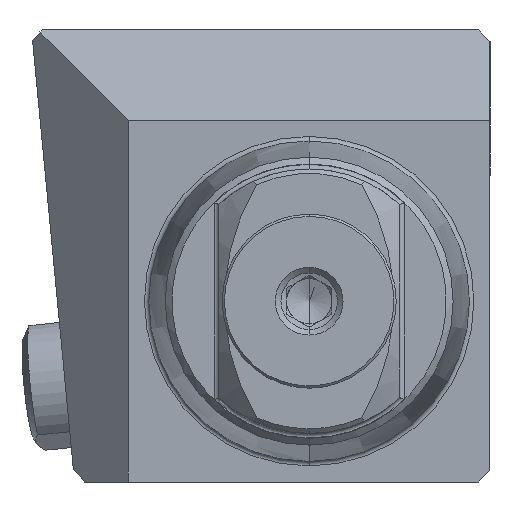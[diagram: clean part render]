
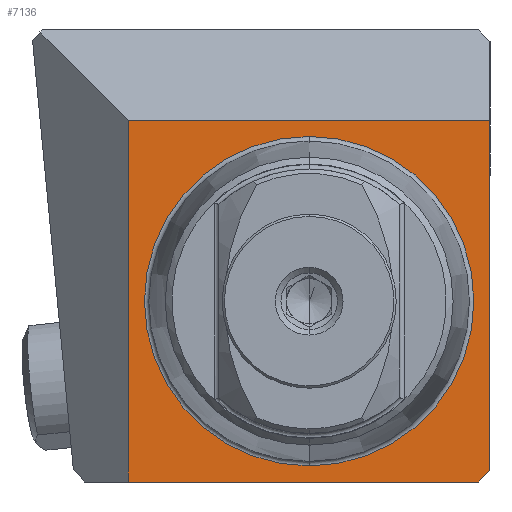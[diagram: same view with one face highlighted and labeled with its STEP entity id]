
A CAD part, left-side view. The second image highlights one B-rep face of the part: STEP entity #7136.
In plain terms, the highlighted planar face has unit normal (-1, 0, 0).
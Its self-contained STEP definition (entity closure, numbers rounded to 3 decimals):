
#58 = CARTESIAN_POINT ( 'NONE',  ( 0., 7.287, -8. ) ) ;
#206 = DIRECTION ( 'NONE',  ( 0., -0.707, 0.707 ) ) ;
#267 = DIRECTION ( 'NONE',  ( 0., 0., 1. ) ) ;
#733 = DIRECTION ( 'NONE',  ( -1., 0., 0. ) ) ;
#820 = DIRECTION ( 'NONE',  ( 0., 0., -1. ) ) ;
#1038 = LINE ( 'NONE', #58, #5986 ) ;
#1123 = DIRECTION ( 'NONE',  ( 0., 0., -1. ) ) ;
#1174 = VECTOR ( 'NONE', #1123, 1000. ) ;
#1181 = CARTESIAN_POINT ( 'NONE',  ( 0., -8., 8. ) ) ;
#1468 = VERTEX_POINT ( 'NONE', #3141 ) ;
#1514 = CARTESIAN_POINT ( 'NONE',  ( 0., 8., -8. ) ) ;
#1664 = VERTEX_POINT ( 'NONE', #7661 ) ;
#2018 = DIRECTION ( 'NONE',  ( 1., 0., 0. ) ) ;
#2088 = ORIENTED_EDGE ( 'NONE', *, *, #10289, .F. ) ;
#2134 = VERTEX_POINT ( 'NONE', #5870 ) ;
#2302 = LINE ( 'NONE', #1181, #4700 ) ;
#2448 = CARTESIAN_POINT ( 'NONE',  ( 0., -8., -7.5 ) ) ;
#2879 = EDGE_CURVE ( 'NONE', #2134, #1468, #14004, .T. ) ;
#2882 = CARTESIAN_POINT ( 'NONE',  ( 0., -7.5, -8. ) ) ;
#3025 = EDGE_CURVE ( 'NONE', #1468, #2134, #3345, .T. ) ;
#3141 = CARTESIAN_POINT ( 'NONE',  ( 0., 0., 7.287 ) ) ;
#3198 = ORIENTED_EDGE ( 'NONE', *, *, #11865, .T. ) ;
#3233 = EDGE_LOOP ( 'NONE', ( #12831, #7323 ) ) ;
#3294 = AXIS2_PLACEMENT_3D ( 'NONE', #7525, #2018, #820 ) ;
#3345 = CIRCLE ( 'NONE', #11066, 7.287 ) ;
#3463 = VERTEX_POINT ( 'NONE', #9946 ) ;
#3769 = ORIENTED_EDGE ( 'NONE', *, *, #6367, .F. ) ;
#3785 = FACE_OUTER_BOUND ( 'NONE', #5617, .T. ) ;
#4285 = EDGE_CURVE ( 'NONE', #5616, #6942, #5706, .T. ) ;
#4349 = DIRECTION ( 'NONE',  ( 0., 0., 1. ) ) ;
#4677 = LINE ( 'NONE', #1514, #7774 ) ;
#4692 = AXIS2_PLACEMENT_3D ( 'NONE', #6492, #11896, #4349 ) ;
#4700 = VECTOR ( 'NONE', #6683, 1000. ) ;
#4843 = FACE_BOUND ( 'NONE', #3233, .T. ) ;
#5616 = VERTEX_POINT ( 'NONE', #2882 ) ;
#5617 = EDGE_LOOP ( 'NONE', ( #6164, #13076, #2088, #3198, #3769 ) ) ;
#5706 = LINE ( 'NONE', #5776, #10343 ) ;
#5719 = EDGE_CURVE ( 'NONE', #5616, #1664, #1038, .T. ) ;
#5776 = CARTESIAN_POINT ( 'NONE',  ( 0., -8., -7.5 ) ) ;
#5818 = DIRECTION ( 'NONE',  ( 0., 0., 1. ) ) ;
#5870 = CARTESIAN_POINT ( 'NONE',  ( 0., 0., -7.287 ) ) ;
#5986 = VECTOR ( 'NONE', #10557, 1000. ) ;
#6164 = ORIENTED_EDGE ( 'NONE', *, *, #5719, .F. ) ;
#6367 = EDGE_CURVE ( 'NONE', #1664, #7795, #4677, .T. ) ;
#6492 = CARTESIAN_POINT ( 'NONE',  ( 0., 0., 0. ) ) ;
#6500 = LINE ( 'NONE', #10848, #1174 ) ;
#6683 = DIRECTION ( 'NONE',  ( 0., 1., 0. ) ) ;
#6942 = VERTEX_POINT ( 'NONE', #2448 ) ;
#7136 = ADVANCED_FACE ( 'NONE', ( #4843, #3785 ), #13001, .F. ) ;
#7323 = ORIENTED_EDGE ( 'NONE', *, *, #2879, .F. ) ;
#7525 = CARTESIAN_POINT ( 'NONE',  ( 0., 7.287, 0. ) ) ;
#7661 = CARTESIAN_POINT ( 'NONE',  ( 0., 8., -8. ) ) ;
#7774 = VECTOR ( 'NONE', #5818, 1000. ) ;
#7795 = VERTEX_POINT ( 'NONE', #9870 ) ;
#9870 = CARTESIAN_POINT ( 'NONE',  ( 0., 8., 8. ) ) ;
#9946 = CARTESIAN_POINT ( 'NONE',  ( 0., -8., 8. ) ) ;
#10289 = EDGE_CURVE ( 'NONE', #3463, #6942, #6500, .T. ) ;
#10314 = CARTESIAN_POINT ( 'NONE',  ( 0., 0., 0. ) ) ;
#10343 = VECTOR ( 'NONE', #206, 1000. ) ;
#10557 = DIRECTION ( 'NONE',  ( 0., 1., 0. ) ) ;
#10848 = CARTESIAN_POINT ( 'NONE',  ( 0., -8., 0. ) ) ;
#11066 = AXIS2_PLACEMENT_3D ( 'NONE', #10314, #733, #267 ) ;
#11865 = EDGE_CURVE ( 'NONE', #3463, #7795, #2302, .T. ) ;
#11896 = DIRECTION ( 'NONE',  ( -1., 0., 0. ) ) ;
#12831 = ORIENTED_EDGE ( 'NONE', *, *, #3025, .F. ) ;
#13001 = PLANE ( 'NONE',  #3294 ) ;
#13076 = ORIENTED_EDGE ( 'NONE', *, *, #4285, .T. ) ;
#14004 = CIRCLE ( 'NONE', #4692, 7.287 ) ;
